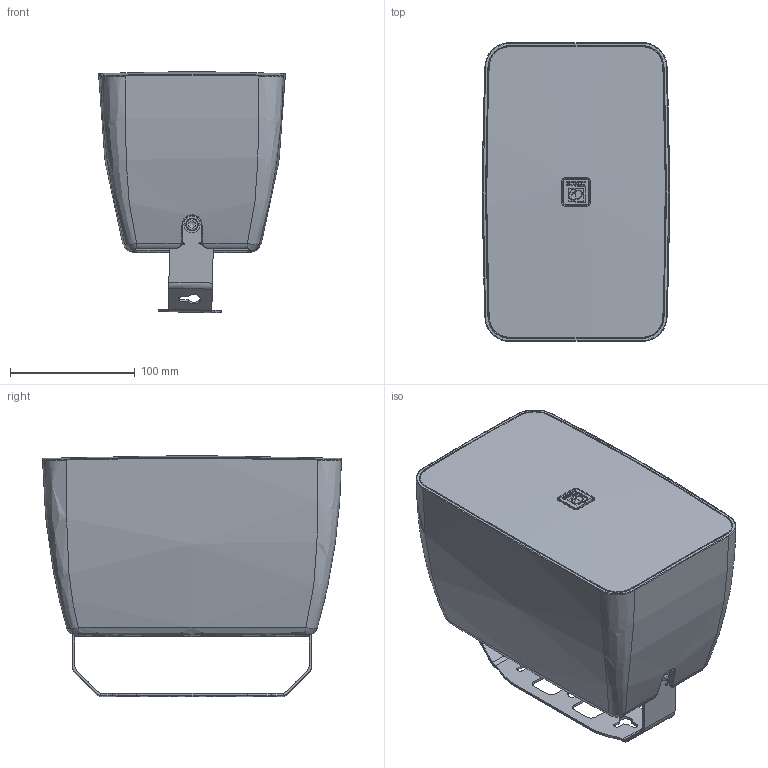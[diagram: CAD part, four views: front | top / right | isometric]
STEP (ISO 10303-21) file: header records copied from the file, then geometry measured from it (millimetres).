
FILE_DESCRIPTION(/* description */ (''),/* implementation_level */ '2;1');
FILE_NAME(/* name */ 'AUDAC-ARES5A.stp',/* time_stamp */ '2021-03-10T12:10:27+01:00',/* author */ ('kamiel'),/* organization */ (''),/* preprocessor_version */ 'ST-DEVELOPER v18.1',/* originating_system */ 'Autodesk Inventor 2021',/* authorisation */ '');
FILE_SCHEMA (('AUTOMOTIVE_DESIGN { 1 0 10303 214 3 1 1 }'));
Products named in the file (1): AUDAC-ARES5A
Bounding box: 149.95 x 239.99 x 194.3 mm (x, y, z)
Volume: 3946561.2 mm3; surface area: 290568.2 mm2
Topology: 1 solids, 6 shells, 1630 faces, 4306 edges, 2780 vertices
Faces by surface type: plane 728, bspline 636, cylinder 216, torus 36, sphere 12, cone 2
Full cylindrical faces by diameter (mm): 2.5 x9, 3.2 x6, 7 x2, 10 x2, 11 x1, 13 x2
Entity records: 70766 total; most frequent: CARTESIAN_POINT 32806, ORIENTED_EDGE 8568, DIRECTION 5704, EDGE_CURVE 4284, VERTEX_POINT 2780, LINE 2406, VECTOR 2406, EDGE_LOOP 1822
